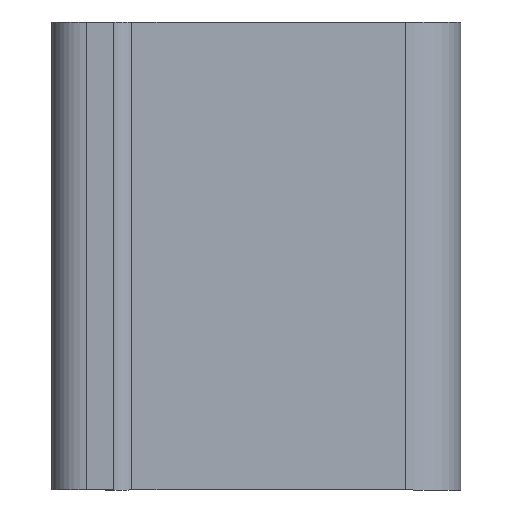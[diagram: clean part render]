
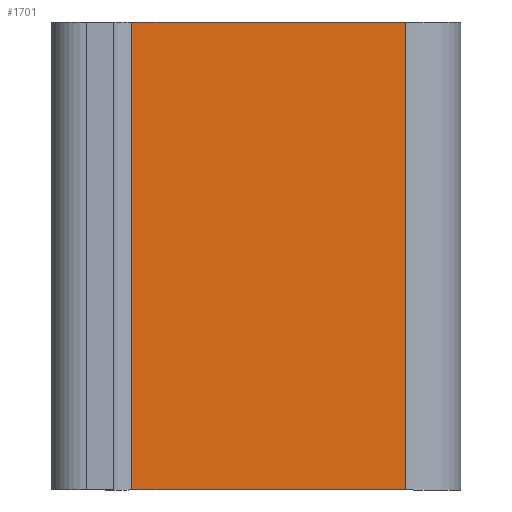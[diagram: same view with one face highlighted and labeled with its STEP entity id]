
A CAD part, left-side view. The second image highlights one B-rep face of the part: STEP entity #1701.
In plain terms, the highlighted planar face has unit normal (-0.999, -0.052, 0).
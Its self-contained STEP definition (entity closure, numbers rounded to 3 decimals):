
#22 = CARTESIAN_POINT ( 'NONE',  ( -18.748, -6.895, -20. ) ) ;
#51 = LINE ( 'NONE', #2329, #783 ) ;
#225 = EDGE_CURVE ( 'NONE', #2448, #974, #1579, .T. ) ;
#278 = CARTESIAN_POINT ( 'NONE',  ( -18.748, -6.895, -20. ) ) ;
#347 = FACE_OUTER_BOUND ( 'NONE', #2293, .T. ) ;
#364 = DIRECTION ( 'NONE',  ( 0.052, -0.999, 0. ) ) ;
#424 = CARTESIAN_POINT ( 'NONE',  ( -17.523, -30.262, 20. ) ) ;
#437 = VECTOR ( 'NONE', #1160, 1000. ) ;
#572 = EDGE_CURVE ( 'NONE', #2448, #2357, #51, .T. ) ;
#641 = ORIENTED_EDGE ( 'NONE', *, *, #1413, .F. ) ;
#710 = ORIENTED_EDGE ( 'NONE', *, *, #225, .T. ) ;
#783 = VECTOR ( 'NONE', #2185, 1000. ) ;
#840 = DIRECTION ( 'NONE',  ( 0.999, 0.052, 0. ) ) ;
#851 = DIRECTION ( 'NONE',  ( -0.052, 0.999, 0. ) ) ;
#974 = VERTEX_POINT ( 'NONE', #2462 ) ;
#1018 = LINE ( 'NONE', #1960, #437 ) ;
#1107 = PLANE ( 'NONE',  #2341 ) ;
#1160 = DIRECTION ( 'NONE',  ( 0., 0., 1. ) ) ;
#1328 = CARTESIAN_POINT ( 'NONE',  ( -17.523, -30.262, 20. ) ) ;
#1345 = CARTESIAN_POINT ( 'NONE',  ( -18.748, -6.895, 20. ) ) ;
#1347 = VECTOR ( 'NONE', #364, 1000. ) ;
#1413 = EDGE_CURVE ( 'NONE', #1897, #974, #1018, .T. ) ;
#1462 = ORIENTED_EDGE ( 'NONE', *, *, #2157, .T. ) ;
#1507 = ORIENTED_EDGE ( 'NONE', *, *, #572, .F. ) ;
#1579 = LINE ( 'NONE', #424, #2514 ) ;
#1701 = ADVANCED_FACE ( 'NONE', ( #347 ), #1107, .F. ) ;
#1739 = LINE ( 'NONE', #22, #1347 ) ;
#1781 = CARTESIAN_POINT ( 'NONE',  ( -17.523, -30.262, -20. ) ) ;
#1897 = VERTEX_POINT ( 'NONE', #278 ) ;
#1960 = CARTESIAN_POINT ( 'NONE',  ( -18.748, -6.895, 20. ) ) ;
#1993 = DIRECTION ( 'NONE',  ( -0.052, 0.999, 0. ) ) ;
#2157 = EDGE_CURVE ( 'NONE', #1897, #2357, #1739, .T. ) ;
#2185 = DIRECTION ( 'NONE',  ( 0., 0., -1. ) ) ;
#2293 = EDGE_LOOP ( 'NONE', ( #710, #641, #1462, #1507 ) ) ;
#2329 = CARTESIAN_POINT ( 'NONE',  ( -17.523, -30.262, 20. ) ) ;
#2341 = AXIS2_PLACEMENT_3D ( 'NONE', #1345, #840, #851 ) ;
#2357 = VERTEX_POINT ( 'NONE', #1781 ) ;
#2448 = VERTEX_POINT ( 'NONE', #1328 ) ;
#2462 = CARTESIAN_POINT ( 'NONE',  ( -18.748, -6.895, 20. ) ) ;
#2514 = VECTOR ( 'NONE', #1993, 1000. ) ;
